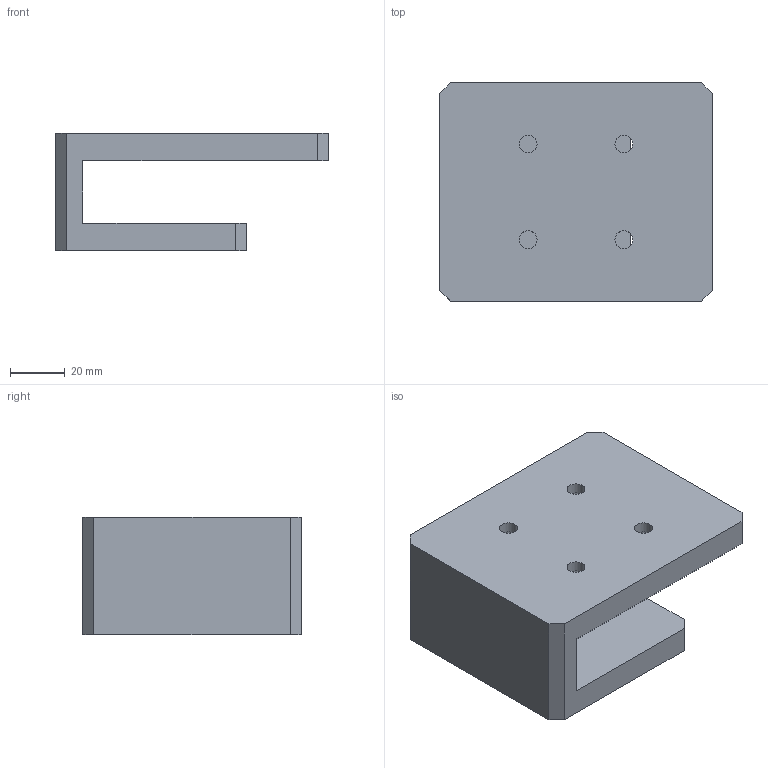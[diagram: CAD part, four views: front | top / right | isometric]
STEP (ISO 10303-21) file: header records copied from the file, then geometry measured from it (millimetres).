
FILE_DESCRIPTION(/* description */ ('STEP AP242','CAx-IF Rec.Pracs.---Representation and Presentation of Product Manufacturing Information (PMI)---4.0---2014-10-13','CAx-IF Rec.Pracs.---3D Tessellated Geometry---0.4---2014-09-14','2;1'),/* implementation_level */ '2;1');
FILE_NAME(/* name */ '65e5a21c6617e924e0b9e497',/* time_stamp */ '2024-03-04T10:27:41Z',/* author */ (''),/* organization */ (''),/* preprocessor_version */ 'ST-DEVELOPER v19.4',/* originating_system */ ' ',/* authorisation */ ' ');
FILE_SCHEMA (('AP242_MANAGED_MODEL_BASED_3D_ENGINEERING_MIM_LF { 1 0 10303 442 1 1 4 }'));
Length unit declared in the file: metre
Products named in the file (1): Part 3
Bounding box: 100 x 80 x 43 mm (x, y, z)
Volume: 150569.6 mm3; surface area: 36883 mm2
Topology: 1 solids, 1 shells, 48 faces, 130 edges, 88 vertices
Faces by surface type: plane 44, cylinder 4
Full cylindrical faces by diameter (mm): 6.5 x4
Entity records: 1476 total; most frequent: CARTESIAN_POINT 255, ORIENTED_EDGE 244, DIRECTION 228, EDGE_CURVE 122, LINE 114, VECTOR 114, VERTEX_POINT 84, EDGE_LOOP 64
